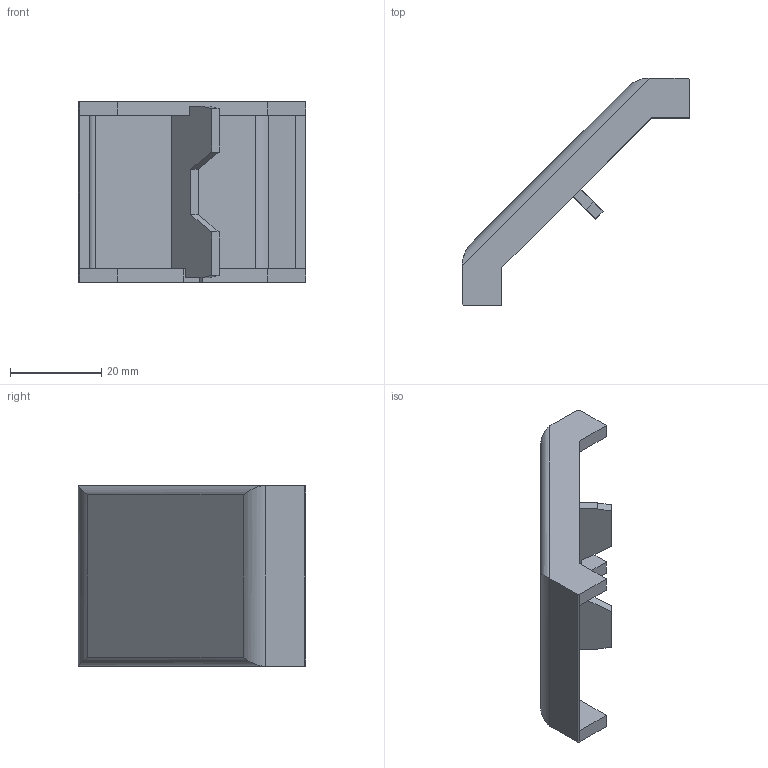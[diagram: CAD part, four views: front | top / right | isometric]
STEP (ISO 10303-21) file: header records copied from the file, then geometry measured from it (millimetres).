
FILE_DESCRIPTION(/* description */ (''),/* implementation_level */ '2;1');
FILE_NAME(/* name */ '123031',/* time_stamp */ '2014-10-06T12:26:35+02:00',/* author */ (''),/* organization */ (''),/* preprocessor_version */ 'ST-DEVELOPER v14',/* originating_system */ 'HiCAD 2013 1802.4 Build 509',/* authorisation */ '');
FILE_SCHEMA (('AUTOMOTIVE_DESIGN { 1 0 10303 214 1 1 1 1 }'));
Length unit declared in the file: millimetre
Products named in the file (2): Root; 123031AFDEKKAP HOEKSTUK 45X45 BASICBOIKON
Assembly tree (1 placements, depth 2):
  Root
    123031AFDEKKAP HOEKSTUK 45X45 BASICBOIKON
Bounding box: 49.85 x 49.85 x 39.6 mm (x, y, z)
Volume: 11304.7 mm3; surface area: 8645.9 mm2
Topology: 1 solids, 1 shells, 48 faces, 134 edges, 89 vertices
Faces by surface type: plane 42, cylinder 6
Entity records: 3542 total; most frequent: CARTESIAN_POINT 935, PRESENTATION_STYLE_ASSIGNMENT 269, COLOUR_RGB 269, DRAUGHTING_PRE_DEFINED_CURVE_FONT 268, CURVE_STYLE 268, OVER_RIDING_STYLED_ITEM 268, ORIENTED_EDGE 268, DIRECTION 238
